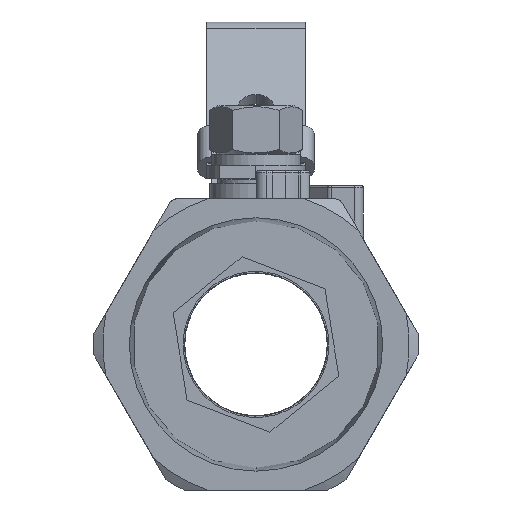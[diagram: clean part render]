
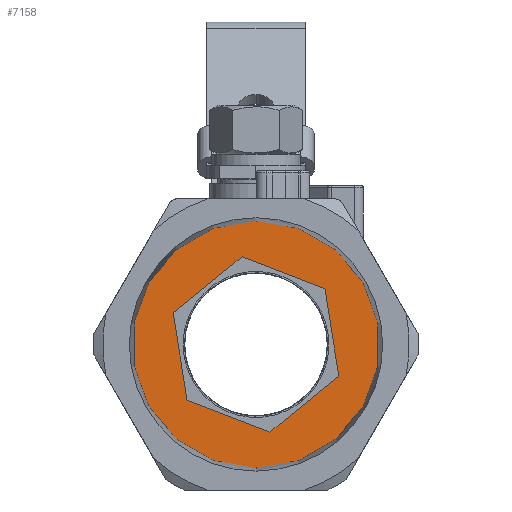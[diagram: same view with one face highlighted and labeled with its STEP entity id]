
A CAD part, front view. The second image highlights one B-rep face of the part: STEP entity #7158.
In plain terms, the highlighted face is planar.
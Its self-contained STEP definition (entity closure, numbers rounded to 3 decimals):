
#493 = CARTESIAN_POINT ( 'NONE',  ( 9.902, 10., 17.15 ) ) ;
#854 = VERTEX_POINT ( 'NONE', #19021 ) ;
#1392 = CARTESIAN_POINT ( 'NONE',  ( -7.552, 10., -21.219 ) ) ;
#1713 = CARTESIAN_POINT ( 'NONE',  ( -7.552, 10., 21.219 ) ) ;
#2414 = ORIENTED_EDGE ( 'NONE', *, *, #13013, .F. ) ;
#2500 = VECTOR ( 'NONE', #15972, 1000. ) ;
#2631 = CIRCLE ( 'NONE', #22301, 29.2 ) ;
#2634 = EDGE_CURVE ( 'NONE', #8792, #854, #18227, .T. ) ;
#3323 = VERTEX_POINT ( 'NONE', #493 ) ;
#4454 = EDGE_CURVE ( 'NONE', #6081, #3323, #6957, .T. ) ;
#4602 = ORIENTED_EDGE ( 'NONE', *, *, #6526, .F. ) ;
#4635 = CARTESIAN_POINT ( 'NONE',  ( 29.2, 10., -17.15 ) ) ;
#5560 = ORIENTED_EDGE ( 'NONE', *, *, #7352, .F. ) ;
#6081 = VERTEX_POINT ( 'NONE', #18962 ) ;
#6268 = VERTEX_POINT ( 'NONE', #12411 ) ;
#6290 = LINE ( 'NONE', #1713, #12463 ) ;
#6333 = DIRECTION ( 'NONE',  ( 0., 1., 0. ) ) ;
#6526 = EDGE_CURVE ( 'NONE', #6268, #20241, #16330, .T. ) ;
#6904 = CARTESIAN_POINT ( 'NONE',  ( 29.2, 10., 17.15 ) ) ;
#6957 = LINE ( 'NONE', #6904, #11953 ) ;
#7001 = LINE ( 'NONE', #15348, #8190 ) ;
#7007 = VECTOR ( 'NONE', #9139, 1000. ) ;
#7158 = ADVANCED_FACE ( 'NONE', ( #8221, #18247 ), #19361, .T. ) ;
#7164 = CARTESIAN_POINT ( 'NONE',  ( 0., 10., 0. ) ) ;
#7352 = EDGE_CURVE ( 'NONE', #12192, #17246, #2631, .T. ) ;
#7501 = LINE ( 'NONE', #4635, #2500 ) ;
#8190 = VECTOR ( 'NONE', #9774, 1000. ) ;
#8221 = FACE_BOUND ( 'NONE', #21815, .T. ) ;
#8314 = DIRECTION ( 'NONE',  ( 0., 0., 1. ) ) ;
#8792 = VERTEX_POINT ( 'NONE', #10140 ) ;
#9139 = DIRECTION ( 'NONE',  ( -0.5, 0., -0.866 ) ) ;
#9400 = AXIS2_PLACEMENT_3D ( 'NONE', #15793, #6333, #8314 ) ;
#9774 = DIRECTION ( 'NONE',  ( 0.5, 0., -0.866 ) ) ;
#9800 = DIRECTION ( 'NONE',  ( 0., -1., 0. ) ) ;
#10140 = CARTESIAN_POINT ( 'NONE',  ( 19.803, 10., 0. ) ) ;
#11748 = EDGE_CURVE ( 'NONE', #3323, #8792, #7001, .T. ) ;
#11953 = VECTOR ( 'NONE', #18455, 1000. ) ;
#12192 = VERTEX_POINT ( 'NONE', #20381 ) ;
#12411 = CARTESIAN_POINT ( 'NONE',  ( -9.902, 10., -17.15 ) ) ;
#12463 = VECTOR ( 'NONE', #16802, 1000. ) ;
#13013 = EDGE_CURVE ( 'NONE', #17246, #12192, #17208, .T. ) ;
#14054 = ORIENTED_EDGE ( 'NONE', *, *, #17515, .F. ) ;
#14288 = DIRECTION ( 'NONE',  ( 0., 0., -1. ) ) ;
#14402 = DIRECTION ( 'NONE',  ( -0.5, 0., 0.866 ) ) ;
#14734 = ORIENTED_EDGE ( 'NONE', *, *, #17113, .F. ) ;
#15348 = CARTESIAN_POINT ( 'NONE',  ( 22.152, 10., -4.069 ) ) ;
#15488 = CARTESIAN_POINT ( 'NONE',  ( 0., 10., 0. ) ) ;
#15594 = ORIENTED_EDGE ( 'NONE', *, *, #2634, .F. ) ;
#15793 = CARTESIAN_POINT ( 'NONE',  ( 29.2, 10., 0. ) ) ;
#15972 = DIRECTION ( 'NONE',  ( -1., 0., 0. ) ) ;
#16319 = CARTESIAN_POINT ( 'NONE',  ( 0., 10., 29.2 ) ) ;
#16330 = LINE ( 'NONE', #1392, #20757 ) ;
#16802 = DIRECTION ( 'NONE',  ( 0.5, 0., 0.866 ) ) ;
#16823 = ORIENTED_EDGE ( 'NONE', *, *, #4454, .F. ) ;
#17113 = EDGE_CURVE ( 'NONE', #854, #6268, #7501, .T. ) ;
#17208 = CIRCLE ( 'NONE', #23441, 29.2 ) ;
#17243 = DIRECTION ( 'NONE',  ( 0., 0., -1. ) ) ;
#17246 = VERTEX_POINT ( 'NONE', #16319 ) ;
#17515 = EDGE_CURVE ( 'NONE', #20241, #6081, #6290, .T. ) ;
#18227 = LINE ( 'NONE', #22559, #7007 ) ;
#18247 = FACE_OUTER_BOUND ( 'NONE', #19432, .T. ) ;
#18455 = DIRECTION ( 'NONE',  ( 1., 0., 0. ) ) ;
#18962 = CARTESIAN_POINT ( 'NONE',  ( -9.902, 10., 17.15 ) ) ;
#19021 = CARTESIAN_POINT ( 'NONE',  ( 9.902, 10., -17.15 ) ) ;
#19361 = PLANE ( 'NONE',  #9400 ) ;
#19432 = EDGE_LOOP ( 'NONE', ( #5560, #2414 ) ) ;
#20241 = VERTEX_POINT ( 'NONE', #21970 ) ;
#20381 = CARTESIAN_POINT ( 'NONE',  ( 0., 10., -29.2 ) ) ;
#20757 = VECTOR ( 'NONE', #14402, 1000. ) ;
#21815 = EDGE_LOOP ( 'NONE', ( #14054, #4602, #14734, #15594, #22711, #16823 ) ) ;
#21970 = CARTESIAN_POINT ( 'NONE',  ( -19.803, 10., 0. ) ) ;
#22301 = AXIS2_PLACEMENT_3D ( 'NONE', #7164, #9800, #14288 ) ;
#22559 = CARTESIAN_POINT ( 'NONE',  ( 22.152, 10., 4.069 ) ) ;
#22711 = ORIENTED_EDGE ( 'NONE', *, *, #11748, .F. ) ;
#22926 = DIRECTION ( 'NONE',  ( 0., -1., 0. ) ) ;
#23441 = AXIS2_PLACEMENT_3D ( 'NONE', #15488, #22926, #17243 ) ;
